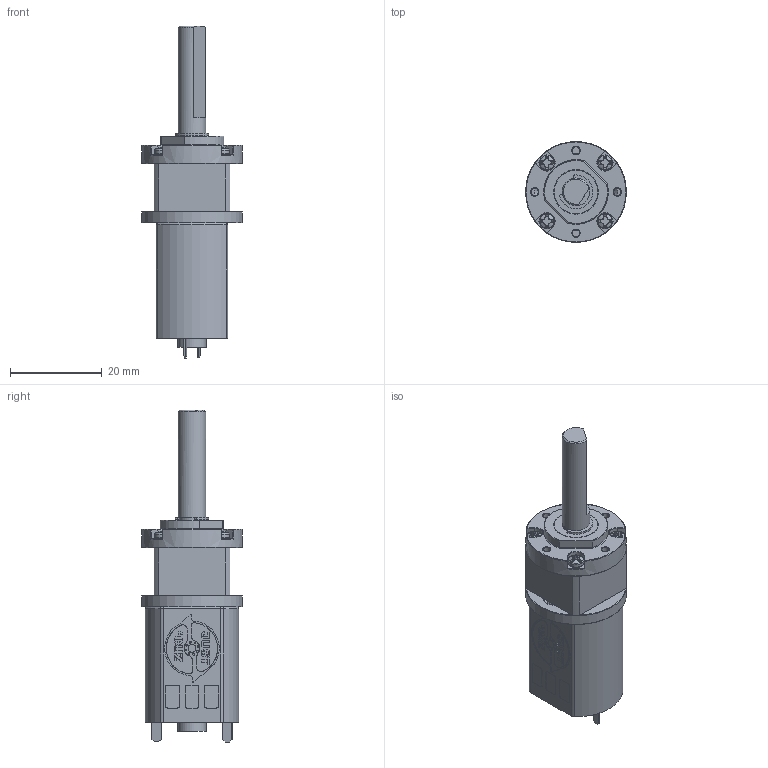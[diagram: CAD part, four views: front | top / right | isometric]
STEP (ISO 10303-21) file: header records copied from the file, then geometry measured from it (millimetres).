
FILE_DESCRIPTION(/* description */ (''),/* implementation_level */ '2;1');
FILE_NAME(/* name */ '78f31291-213c-42aa-8b39-f3f875018d14.stp',/* time_stamp */ '2023-09-09T15:27:06Z',/* author */ (''),/* organization */ (''),/* preprocessor_version */ 'ST-DEVELOPER v20',/* originating_system */ 'Autodesk Translation Framework v12.14.0.127',/* authorisation */ '');
FILE_SCHEMA (('AUTOMOTIVE_DESIGN { 1 0 10303 214 3 1 1 }'));
Length unit declared in the file: millimetre
Products named in the file (10): DartBox V2 Drive 6mm - Just 'Cuz Robotics; DartBox 130 motor; DartBox V2 Drive 6mm Output; Ring Gear; Front Plate; Shaft; Retaining Ring; Ring Gear Body; Motor Mount Plate; Screws M2 x 14mm
Assembly tree (12 placements, depth 6):
  DartBox V2 Drive 6mm - Just 'Cuz Robotics
    DartBox 130 motor
    DartBox V2 Drive 6mm Output
      Ring Gear
        Front Plate
          Shaft
            Retaining Ring
        Ring Gear Body
      Motor Mount Plate
      Screws M2 x 14mm  x4
Bounding box: 21.95 x 21.95 x 72.3 mm (x, y, z)
Volume: 7396.4 mm3; surface area: 9341.7 mm2
Topology: 13 solids, 13 shells, 1791 faces, 4938 edges, 3256 vertices
Faces by surface type: plane 1445, cylinder 221, torus 74, cone 27, sphere 16, bspline 8
Full cylindrical faces by diameter (mm): 0.372 x14, 1.6 x2, 1.623 x8, 1.742 x2, 2 x7, 2.1 x8, 2.15 x1, 2.4 x2, 3.4 x4, 5.5 x1, 6 x3, 6.15 x2, 6.2 x1, 9.5 x2, 12.8 x1, 13 x1, 21.95 x2
Entity records: 54506 total; most frequent: CARTESIAN_POINT 10035, ORIENTED_EDGE 9432, DIRECTION 8716, EDGE_CURVE 4716, LINE 4052, VECTOR 4052, VERTEX_POINT 3109, AXIS2_PLACEMENT_3D 2332
